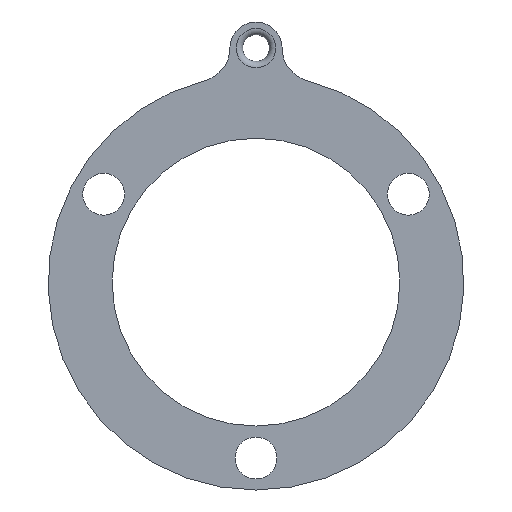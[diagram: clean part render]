
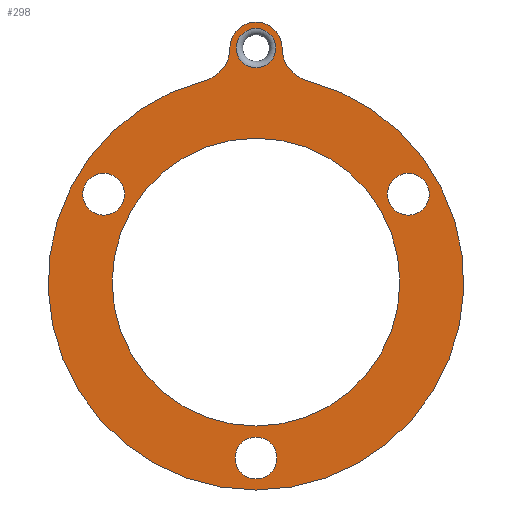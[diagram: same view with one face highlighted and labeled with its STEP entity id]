
A CAD part, front view. The second image highlights one B-rep face of the part: STEP entity #298.
In plain terms, the highlighted planar face has unit normal (0, -1, 0).
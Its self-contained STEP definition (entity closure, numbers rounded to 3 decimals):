
#24=FACE_BOUND('',#90,.T.);
#25=FACE_BOUND('',#91,.T.);
#26=FACE_BOUND('',#92,.T.);
#27=FACE_BOUND('',#93,.T.);
#28=FACE_BOUND('',#94,.T.);
#30=PLANE('',#355);
#67=FACE_OUTER_BOUND('',#89,.T.);
#89=EDGE_LOOP('',(#245,#246,#247,#248));
#90=EDGE_LOOP('',(#249));
#91=EDGE_LOOP('',(#250));
#92=EDGE_LOOP('',(#251));
#93=EDGE_LOOP('',(#252));
#94=EDGE_LOOP('',(#253));
#114=CIRCLE('',#338,32.5);
#115=CIRCLE('',#340,5.264);
#123=CIRCLE('',#350,3.088);
#127=CIRCLE('',#356,4.088);
#128=CIRCLE('',#357,5.264);
#129=CIRCLE('',#358,22.5);
#130=CIRCLE('',#359,3.275);
#131=CIRCLE('',#360,3.275);
#132=CIRCLE('',#361,3.275);
#142=VERTEX_POINT('',#511);
#143=VERTEX_POINT('',#513);
#144=VERTEX_POINT('',#517);
#152=VERTEX_POINT('',#535);
#155=VERTEX_POINT('',#546);
#156=VERTEX_POINT('',#549);
#157=VERTEX_POINT('',#551);
#158=VERTEX_POINT('',#553);
#159=VERTEX_POINT('',#555);
#173=EDGE_CURVE('',#143,#142,#114,.T.);
#176=EDGE_CURVE('',#144,#142,#115,.T.);
#184=EDGE_CURVE('',#152,#152,#123,.T.);
#189=EDGE_CURVE('',#155,#144,#127,.T.);
#190=EDGE_CURVE('',#143,#155,#128,.T.);
#191=EDGE_CURVE('',#156,#156,#129,.T.);
#192=EDGE_CURVE('',#157,#157,#130,.T.);
#193=EDGE_CURVE('',#158,#158,#131,.T.);
#194=EDGE_CURVE('',#159,#159,#132,.T.);
#245=ORIENTED_EDGE('',*,*,#173,.T.);
#246=ORIENTED_EDGE('',*,*,#176,.F.);
#247=ORIENTED_EDGE('',*,*,#189,.F.);
#248=ORIENTED_EDGE('',*,*,#190,.F.);
#249=ORIENTED_EDGE('',*,*,#191,.T.);
#250=ORIENTED_EDGE('',*,*,#192,.T.);
#251=ORIENTED_EDGE('',*,*,#193,.T.);
#252=ORIENTED_EDGE('',*,*,#194,.T.);
#253=ORIENTED_EDGE('',*,*,#184,.F.);
#298=ADVANCED_FACE('',(#67,#24,#25,#26,#27,#28),#30,.F.);
#338=AXIS2_PLACEMENT_3D('',#514,#410,#411);
#340=AXIS2_PLACEMENT_3D('',#519,#416,#417);
#350=AXIS2_PLACEMENT_3D('',#537,#436,#437);
#355=AXIS2_PLACEMENT_3D('',#545,#447,#448);
#356=AXIS2_PLACEMENT_3D('',#547,#449,#450);
#357=AXIS2_PLACEMENT_3D('',#548,#451,#452);
#358=AXIS2_PLACEMENT_3D('',#550,#453,#454);
#359=AXIS2_PLACEMENT_3D('',#552,#455,#456);
#360=AXIS2_PLACEMENT_3D('',#554,#457,#458);
#361=AXIS2_PLACEMENT_3D('',#556,#459,#460);
#410=DIRECTION('center_axis',(0.,-1.,0.));
#411=DIRECTION('ref_axis',(1.,0.,0.));
#416=DIRECTION('center_axis',(0.,-1.,0.));
#417=DIRECTION('ref_axis',(-0.248,0.,-0.969));
#436=DIRECTION('center_axis',(0.,-1.,0.));
#437=DIRECTION('ref_axis',(-1.,0.,0.));
#447=DIRECTION('center_axis',(0.,1.,0.));
#448=DIRECTION('ref_axis',(1.,0.,0.));
#449=DIRECTION('center_axis',(0.,1.,0.));
#450=DIRECTION('ref_axis',(-1.,0.,0.));
#451=DIRECTION('center_axis',(0.,-1.,0.));
#452=DIRECTION('ref_axis',(1.,0.,0.));
#453=DIRECTION('center_axis',(0.,1.,0.));
#454=DIRECTION('ref_axis',(1.,0.,0.));
#455=DIRECTION('center_axis',(0.,1.,0.));
#456=DIRECTION('ref_axis',(1.,0.,0.));
#457=DIRECTION('center_axis',(0.,1.,0.));
#458=DIRECTION('ref_axis',(-0.5,0.,0.866));
#459=DIRECTION('center_axis',(0.,1.,0.));
#460=DIRECTION('ref_axis',(-0.5,0.,-0.866));
#511=CARTESIAN_POINT('',(8.048,-2.,31.488));
#513=CARTESIAN_POINT('',(-8.048,-2.,31.488));
#514=CARTESIAN_POINT('Origin',(0.,-2.,0.));
#517=CARTESIAN_POINT('',(4.088,-2.,36.588));
#519=CARTESIAN_POINT('Origin',(9.351,-2.,36.588));
#535=CARTESIAN_POINT('',(0.,-2.,39.675));
#537=CARTESIAN_POINT('Origin',(0.,-2.,36.588));
#545=CARTESIAN_POINT('Origin',(0.,-2.,0.));
#546=CARTESIAN_POINT('',(-4.088,-2.,36.588));
#547=CARTESIAN_POINT('Origin',(0.,-2.,36.588));
#548=CARTESIAN_POINT('Origin',(-9.351,-2.,36.588));
#549=CARTESIAN_POINT('',(-22.5,-2.,0.));
#550=CARTESIAN_POINT('Origin',(0.,-2.,0.));
#551=CARTESIAN_POINT('',(-3.275,-2.,-27.5));
#552=CARTESIAN_POINT('Origin',(0.,-2.,-27.5));
#553=CARTESIAN_POINT('',(25.453,-2.,10.914));
#554=CARTESIAN_POINT('Origin',(23.816,-2.,13.75));
#555=CARTESIAN_POINT('',(-22.178,-2.,16.586));
#556=CARTESIAN_POINT('Origin',(-23.816,-2.,13.75));
